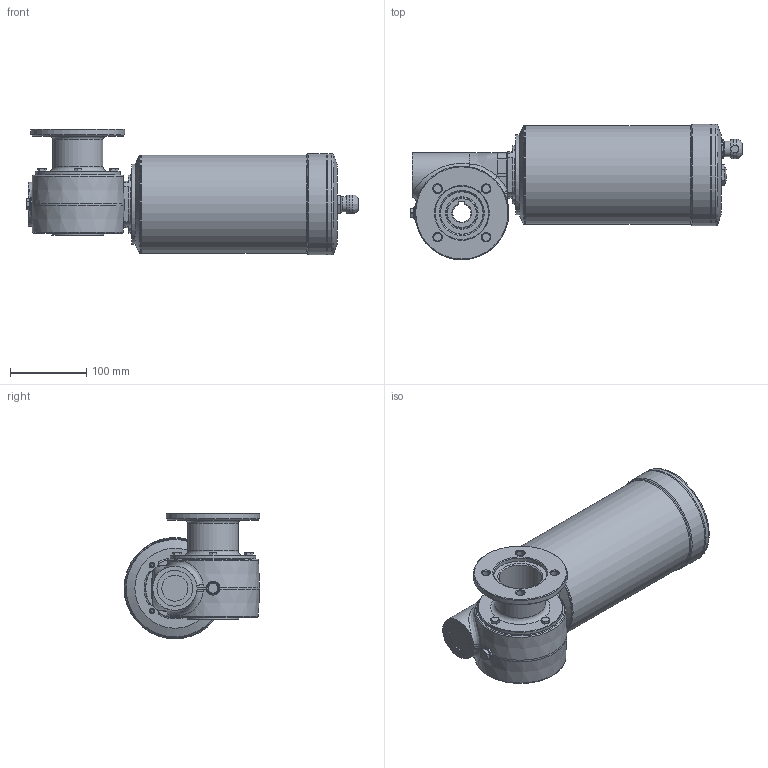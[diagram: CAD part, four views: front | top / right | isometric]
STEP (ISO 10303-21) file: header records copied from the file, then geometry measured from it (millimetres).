
FILE_DESCRIPTION( ( 'Unknown' ), '1' );
FILE_NAME( '9A4EF7D17BC8E42EDB48BD1472E5648.3d.stp', 'Unknown', ( 'Unknown' ), ( 'Unknown' ), 'PSStep 10.1', 'Unknown', ' ' );
FILE_SCHEMA( ( 'AUTOMOTIVE_DESIGN { 1 0 10303 214 1 1 1 1 }' ) );
Length unit declared in the file: millimetre
Products named in the file (1): N508800
Bounding box: 435.5 x 178 x 165 mm (x, y, z)
Volume: 4731155.5 mm3; surface area: 276348.6 mm2
Topology: 1 solids, 12 shells, 523 faces, 1222 edges, 781 vertices
Faces by surface type: plane 195, cylinder 133, cone 124, torus 39, bspline 31, sphere 1
Full cylindrical faces by diameter (mm): 4.134 x1, 4.917 x30, 6 x4, 6.5 x4, 7 x5, 8.9 x4, 10 x4, 10.5 x4, 11 x4, 13.4 x1, 14 x1, 16.662 x1, 17 x1, 18 x1, 20 x1, 30 x1, 34 x1, 40 x1, 42.5 x2, 47 x1, 52 x1, 55 x1, 56 x1, 66 x1, 68 x3, 70 x3, 105 x1, 112 x1, 123 x1, 128.98 x1
Entity records: 21159 total; most frequent: CARTESIAN_POINT 6666, DIRECTION 2115, ORIENTED_EDGE 1842, AXIS2_PLACEMENT_3D 938, EDGE_CURVE 921, EDGE_LOOP 796, VERTEX_POINT 694, FACE_OUTER_BOUND 642
